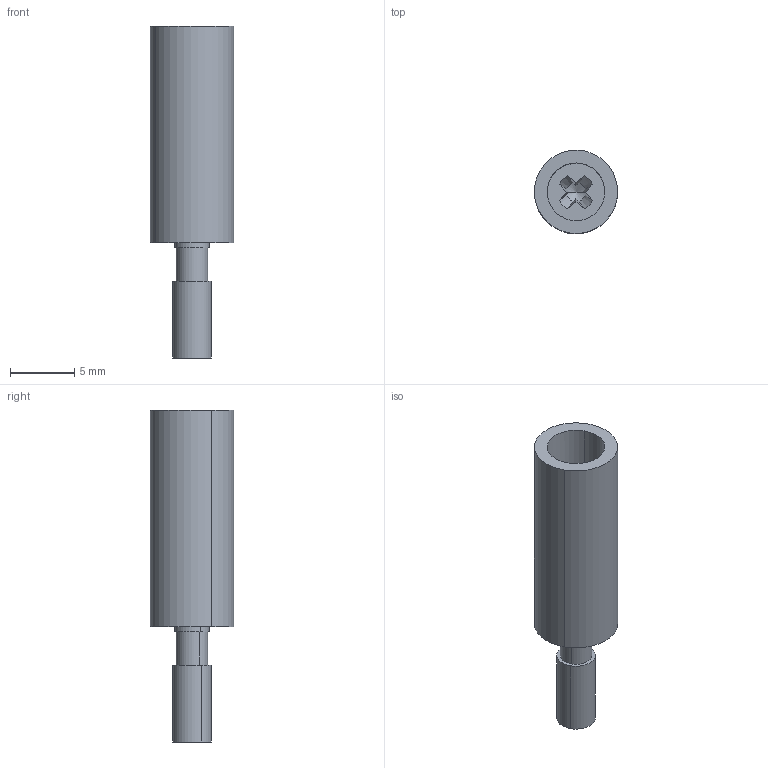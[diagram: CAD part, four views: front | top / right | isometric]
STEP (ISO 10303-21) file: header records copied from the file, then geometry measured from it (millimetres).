
FILE_DESCRIPTION(('CATIA V5 STEP Exchange','CAx-IF Rec.Pracs.--- Model Styling and Organization---1.4--- 2014-01-23'),'2;1');
FILE_NAME ('013941-7_3', '2021-12-06T10:53:13+00:00', ('none'), ('Weidmueller'), 'CATIA Version 5-6 Release 2016 SP3 HF44', 'CATIA V5 STEP AP214', 'none');
FILE_SCHEMA(('AUTOMOTIVE_DESIGN { 1 0 10303 214 1 1 1 1 }'));
Length unit declared in the file: millimetre
Products named in the file (1): 1471500000
Bounding box: 6.5 x 6.5 x 25.9 mm (x, y, z)
Volume: 365.2 mm3; surface area: 725.5 mm2
Topology: 1 solids, 1 shells, 42 faces, 108 edges, 70 vertices
Faces by surface type: plane 22, cylinder 12, cone 8
Entity records: 1238 total; most frequent: CARTESIAN_POINT 310, ORIENTED_EDGE 208, DIRECTION 138, EDGE_CURVE 104, AXIS2_PLACEMENT_3D 72, VERTEX_POINT 70, EDGE_LOOP 48, ADVANCED_FACE 42
